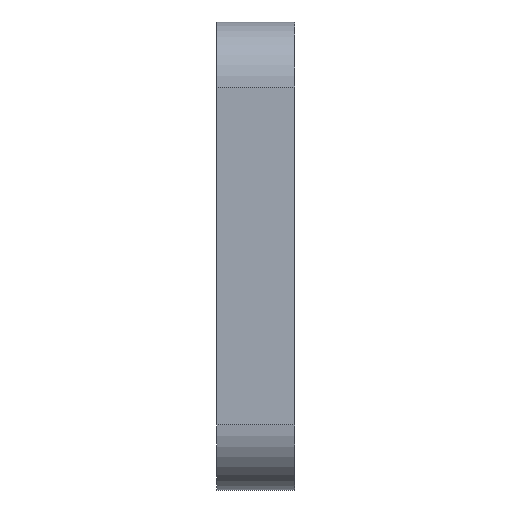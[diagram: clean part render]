
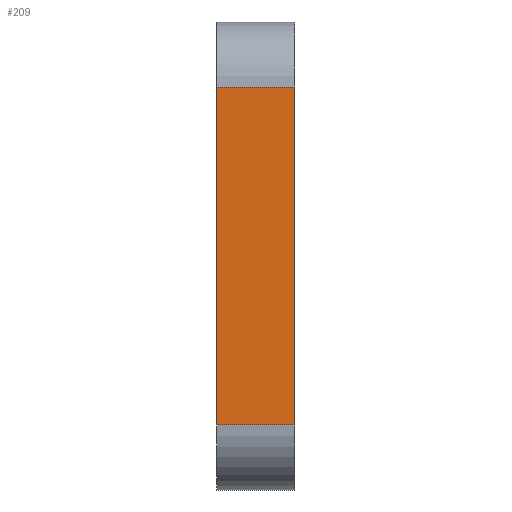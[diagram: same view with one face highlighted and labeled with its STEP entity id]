
A CAD part, left-side view. The second image highlights one B-rep face of the part: STEP entity #209.
In plain terms, the highlighted planar face has unit normal (-1, 0, 0).
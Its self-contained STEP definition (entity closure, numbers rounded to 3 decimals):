
#14 = VECTOR ( 'NONE', #399, 1000. ) ;
#26 = DIRECTION ( 'NONE',  ( 0., 0., 1. ) ) ;
#27 = ORIENTED_EDGE ( 'NONE', *, *, #294, .T. ) ;
#60 = CARTESIAN_POINT ( 'NONE',  ( -4., 3., -11.5 ) ) ;
#70 = LINE ( 'NONE', #60, #14 ) ;
#75 = EDGE_CURVE ( 'NONE', #108, #189, #538, .T. ) ;
#89 = DIRECTION ( 'NONE',  ( 0., 0., 1. ) ) ;
#108 = VERTEX_POINT ( 'NONE', #800 ) ;
#146 = DIRECTION ( 'NONE',  ( 0., -1., 0. ) ) ;
#164 = VECTOR ( 'NONE', #146, 1000. ) ;
#189 = VERTEX_POINT ( 'NONE', #555 ) ;
#209 = ADVANCED_FACE ( 'NONE', ( #628 ), #820, .F. ) ;
#278 = ORIENTED_EDGE ( 'NONE', *, *, #503, .F. ) ;
#294 = EDGE_CURVE ( 'NONE', #108, #779, #70, .T. ) ;
#335 = EDGE_LOOP ( 'NONE', ( #657, #278, #591, #27 ) ) ;
#388 = VECTOR ( 'NONE', #89, 1000. ) ;
#399 = DIRECTION ( 'NONE',  ( 0., -1., 0. ) ) ;
#410 = LINE ( 'NONE', #594, #388 ) ;
#484 = CARTESIAN_POINT ( 'NONE',  ( -4., 3., 0. ) ) ;
#499 = AXIS2_PLACEMENT_3D ( 'NONE', #684, #693, #682 ) ;
#503 = EDGE_CURVE ( 'NONE', #189, #756, #728, .T. ) ;
#522 = CARTESIAN_POINT ( 'NONE',  ( -4., 0., 1.5 ) ) ;
#538 = LINE ( 'NONE', #484, #646 ) ;
#541 = CARTESIAN_POINT ( 'NONE',  ( -4., 3., 1.5 ) ) ;
#555 = CARTESIAN_POINT ( 'NONE',  ( -4., 3., 1.5 ) ) ;
#591 = ORIENTED_EDGE ( 'NONE', *, *, #75, .F. ) ;
#594 = CARTESIAN_POINT ( 'NONE',  ( -4., 0., 0. ) ) ;
#628 = FACE_OUTER_BOUND ( 'NONE', #335, .T. ) ;
#646 = VECTOR ( 'NONE', #26, 1000. ) ;
#657 = ORIENTED_EDGE ( 'NONE', *, *, #706, .T. ) ;
#682 = DIRECTION ( 'NONE',  ( 0., 0., -1. ) ) ;
#684 = CARTESIAN_POINT ( 'NONE',  ( -4., 3., 0. ) ) ;
#693 = DIRECTION ( 'NONE',  ( 1., 0., 0. ) ) ;
#706 = EDGE_CURVE ( 'NONE', #779, #756, #410, .T. ) ;
#712 = CARTESIAN_POINT ( 'NONE',  ( -4., 0., -11.5 ) ) ;
#728 = LINE ( 'NONE', #541, #164 ) ;
#756 = VERTEX_POINT ( 'NONE', #522 ) ;
#779 = VERTEX_POINT ( 'NONE', #712 ) ;
#800 = CARTESIAN_POINT ( 'NONE',  ( -4., 3., -11.5 ) ) ;
#820 = PLANE ( 'NONE',  #499 ) ;
